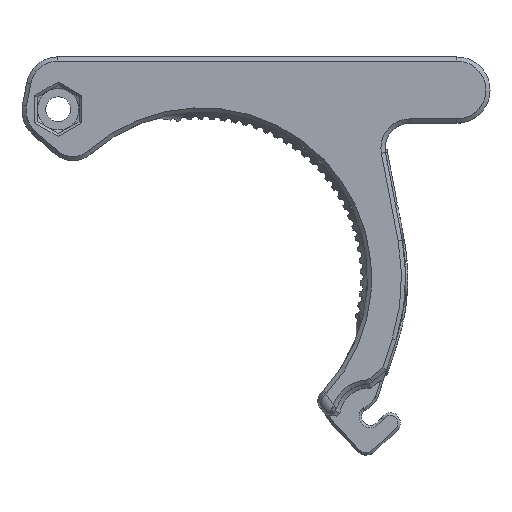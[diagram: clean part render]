
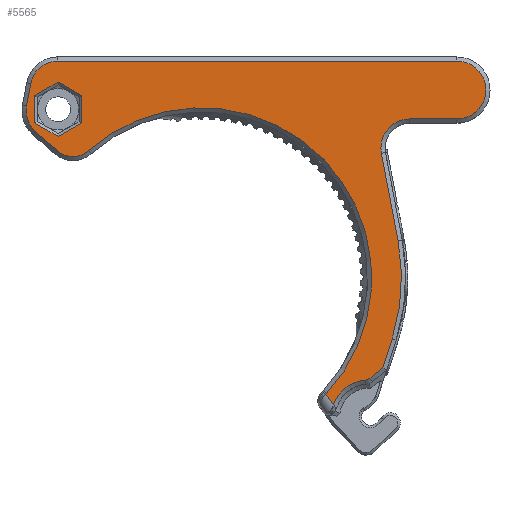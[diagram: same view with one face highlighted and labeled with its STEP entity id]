
A CAD part, top view. The second image highlights one B-rep face of the part: STEP entity #5565.
In plain terms, the highlighted planar face has unit normal (0, 0, 1).
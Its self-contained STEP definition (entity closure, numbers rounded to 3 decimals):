
#16=FACE_BOUND('',#1247,.T.);
#306=B_SPLINE_CURVE_WITH_KNOTS('',3,(#11234,#11235,#11236,#11237),
 .UNSPECIFIED.,.F.,.F.,(4,4),(-2.304,-2.285),
 .UNSPECIFIED.);
#580=CIRCLE('',#5933,41.12);
#581=CIRCLE('',#5934,9.);
#582=CIRCLE('',#5935,2.);
#583=CIRCLE('',#5936,48.3);
#584=CIRCLE('',#5937,7.);
#585=CIRCLE('',#5938,7.);
#586=CIRCLE('',#5939,6.65);
#587=CIRCLE('',#5940,6.65);
#588=CIRCLE('',#5941,5.689);
#909=FACE_OUTER_BOUND('',#1246,.T.);
#1246=EDGE_LOOP('',(#4316,#4317,#4318,#4319,#4320,#4321,#4322,#4323,#4324,
#4325,#4326,#4327,#4328,#4329,#4330,#4331,#4332,#4333));
#1247=EDGE_LOOP('',(#4334,#4335,#4336,#4337,#4338,#4339));
#1610=LINE('',#11239,#1984);
#1611=LINE('',#11245,#1985);
#1612=LINE('',#11247,#1986);
#1613=LINE('',#11251,#1987);
#1614=LINE('',#11255,#1988);
#1615=LINE('',#11259,#1989);
#1616=LINE('',#11263,#1990);
#1617=LINE('',#11267,#1991);
#1618=LINE('',#11271,#1992);
#1619=LINE('',#11273,#1993);
#1620=LINE('',#11275,#1994);
#1621=LINE('',#11277,#1995);
#1622=LINE('',#11279,#1996);
#1623=LINE('',#11280,#1997);
#1984=VECTOR('',#6711,3.);
#1985=VECTOR('',#6716,10.);
#1986=VECTOR('',#6717,10.);
#1987=VECTOR('',#6720,10.);
#1988=VECTOR('',#6723,10.);
#1989=VECTOR('',#6726,10.);
#1990=VECTOR('',#6729,10.);
#1991=VECTOR('',#6732,10.);
#1992=VECTOR('',#6735,10.);
#1993=VECTOR('',#6736,10.);
#1994=VECTOR('',#6737,10.);
#1995=VECTOR('',#6738,10.);
#1996=VECTOR('',#6739,10.);
#1997=VECTOR('',#6740,10.);
#2447=VERTEX_POINT('',#11230);
#2448=VERTEX_POINT('',#11231);
#2449=VERTEX_POINT('',#11233);
#2450=VERTEX_POINT('',#11238);
#2451=VERTEX_POINT('',#11240);
#2452=VERTEX_POINT('',#11242);
#2453=VERTEX_POINT('',#11244);
#2454=VERTEX_POINT('',#11246);
#2455=VERTEX_POINT('',#11248);
#2456=VERTEX_POINT('',#11250);
#2457=VERTEX_POINT('',#11252);
#2458=VERTEX_POINT('',#11254);
#2459=VERTEX_POINT('',#11256);
#2460=VERTEX_POINT('',#11258);
#2461=VERTEX_POINT('',#11260);
#2462=VERTEX_POINT('',#11262);
#2463=VERTEX_POINT('',#11264);
#2464=VERTEX_POINT('',#11266);
#2465=VERTEX_POINT('',#11269);
#2466=VERTEX_POINT('',#11270);
#2467=VERTEX_POINT('',#11272);
#2468=VERTEX_POINT('',#11274);
#2469=VERTEX_POINT('',#11276);
#2470=VERTEX_POINT('',#11278);
#3123=EDGE_CURVE('',#2447,#2448,#580,.T.);
#3124=EDGE_CURVE('',#2449,#2447,#306,.T.);
#3125=EDGE_CURVE('',#2449,#2450,#1610,.T.);
#3126=EDGE_CURVE('',#2451,#2450,#581,.T.);
#3127=EDGE_CURVE('',#2452,#2451,#582,.T.);
#3128=EDGE_CURVE('',#2453,#2452,#1611,.T.);
#3129=EDGE_CURVE('',#2454,#2453,#1612,.T.);
#3130=EDGE_CURVE('',#2455,#2454,#583,.T.);
#3131=EDGE_CURVE('',#2456,#2455,#1613,.T.);
#3132=EDGE_CURVE('',#2457,#2456,#584,.T.);
#3133=EDGE_CURVE('',#2458,#2457,#1614,.T.);
#3134=EDGE_CURVE('',#2459,#2458,#585,.T.);
#3135=EDGE_CURVE('',#2460,#2459,#1615,.T.);
#3136=EDGE_CURVE('',#2461,#2460,#586,.T.);
#3137=EDGE_CURVE('',#2462,#2461,#1616,.T.);
#3138=EDGE_CURVE('',#2463,#2462,#587,.T.);
#3139=EDGE_CURVE('',#2464,#2463,#1617,.T.);
#3140=EDGE_CURVE('',#2448,#2464,#588,.T.);
#3141=EDGE_CURVE('',#2465,#2466,#1618,.T.);
#3142=EDGE_CURVE('',#2467,#2465,#1619,.T.);
#3143=EDGE_CURVE('',#2468,#2467,#1620,.T.);
#3144=EDGE_CURVE('',#2469,#2468,#1621,.T.);
#3145=EDGE_CURVE('',#2470,#2469,#1622,.T.);
#3146=EDGE_CURVE('',#2466,#2470,#1623,.T.);
#4316=ORIENTED_EDGE('',*,*,#3123,.F.);
#4317=ORIENTED_EDGE('',*,*,#3124,.F.);
#4318=ORIENTED_EDGE('',*,*,#3125,.T.);
#4319=ORIENTED_EDGE('',*,*,#3126,.F.);
#4320=ORIENTED_EDGE('',*,*,#3127,.F.);
#4321=ORIENTED_EDGE('',*,*,#3128,.F.);
#4322=ORIENTED_EDGE('',*,*,#3129,.F.);
#4323=ORIENTED_EDGE('',*,*,#3130,.F.);
#4324=ORIENTED_EDGE('',*,*,#3131,.F.);
#4325=ORIENTED_EDGE('',*,*,#3132,.F.);
#4326=ORIENTED_EDGE('',*,*,#3133,.F.);
#4327=ORIENTED_EDGE('',*,*,#3134,.F.);
#4328=ORIENTED_EDGE('',*,*,#3135,.F.);
#4329=ORIENTED_EDGE('',*,*,#3136,.F.);
#4330=ORIENTED_EDGE('',*,*,#3137,.F.);
#4331=ORIENTED_EDGE('',*,*,#3138,.F.);
#4332=ORIENTED_EDGE('',*,*,#3139,.F.);
#4333=ORIENTED_EDGE('',*,*,#3140,.F.);
#4334=ORIENTED_EDGE('',*,*,#3141,.F.);
#4335=ORIENTED_EDGE('',*,*,#3142,.F.);
#4336=ORIENTED_EDGE('',*,*,#3143,.F.);
#4337=ORIENTED_EDGE('',*,*,#3144,.F.);
#4338=ORIENTED_EDGE('',*,*,#3145,.F.);
#4339=ORIENTED_EDGE('',*,*,#3146,.F.);
#5376=PLANE('',#5932);
#5565=ADVANCED_FACE('',(#909,#16),#5376,.T.);
#5932=AXIS2_PLACEMENT_3D('',#11229,#6707,#6708);
#5933=AXIS2_PLACEMENT_3D('',#11232,#6709,#6710);
#5934=AXIS2_PLACEMENT_3D('',#11241,#6712,#6713);
#5935=AXIS2_PLACEMENT_3D('',#11243,#6714,#6715);
#5936=AXIS2_PLACEMENT_3D('',#11249,#6718,#6719);
#5937=AXIS2_PLACEMENT_3D('',#11253,#6721,#6722);
#5938=AXIS2_PLACEMENT_3D('',#11257,#6724,#6725);
#5939=AXIS2_PLACEMENT_3D('',#11261,#6727,#6728);
#5940=AXIS2_PLACEMENT_3D('',#11265,#6730,#6731);
#5941=AXIS2_PLACEMENT_3D('',#11268,#6733,#6734);
#6707=DIRECTION('center_axis',(0.,0.,
1.));
#6708=DIRECTION('ref_axis',(0.762,0.648,0.));
#6709=DIRECTION('center_axis',(0.,0.,
1.));
#6710=DIRECTION('ref_axis',(0.494,0.869,0.));
#6711=DIRECTION('',(0.586,-0.81,0.));
#6712=DIRECTION('center_axis',(0.,0.,
1.));
#6713=DIRECTION('ref_axis',(-1.,0.,0.));
#6714=DIRECTION('center_axis',(0.,0.,
-1.));
#6715=DIRECTION('ref_axis',(0.373,-0.928,0.));
#6716=DIRECTION('',(-0.777,-0.63,0.));
#6717=DIRECTION('',(-0.305,-0.952,0.));
#6718=DIRECTION('center_axis',(0.,0.,
-1.));
#6719=DIRECTION('ref_axis',(1.,0.,0.));
#6720=DIRECTION('',(0.187,-0.982,0.));
#6721=DIRECTION('center_axis',(0.,0.,
1.));
#6722=DIRECTION('ref_axis',(-0.771,0.637,0.));
#6723=DIRECTION('',(-1.,0.,0.));
#6724=DIRECTION('center_axis',(0.,0.,
-1.));
#6725=DIRECTION('ref_axis',(0.,-1.,0.));
#6726=DIRECTION('',(1.,0.,0.));
#6727=DIRECTION('center_axis',(0.,0.,
-1.));
#6728=DIRECTION('ref_axis',(-0.638,0.77,0.));
#6729=DIRECTION('',(0.186,0.983,0.));
#6730=DIRECTION('center_axis',(0.,0.,
-1.));
#6731=DIRECTION('ref_axis',(-0.946,-0.325,0.));
#6732=DIRECTION('',(-0.75,0.661,0.));
#6733=DIRECTION('center_axis',(0.,0.,
-1.));
#6734=DIRECTION('ref_axis',(0.002,-1.,0.));
#6735=DIRECTION('',(0.866,0.5,0.));
#6736=DIRECTION('',(0.866,-0.5,0.));
#6737=DIRECTION('',(0.,-1.,0.));
#6738=DIRECTION('',(-0.866,-0.5,0.));
#6739=DIRECTION('',(-0.866,0.5,0.));
#6740=DIRECTION('',(0.,1.,0.));
#11229=CARTESIAN_POINT('Origin',(0.034,-0.04,
28.));
#11230=CARTESIAN_POINT('',(30.144,-27.967,28.));
#11231=CARTESIAN_POINT('',(-27.302,30.748,28.));
#11232=CARTESIAN_POINT('Origin',(0.,0.,
28.));
#11233=CARTESIAN_POINT('',(30.009,-28.113,28.));
#11234=CARTESIAN_POINT('Ctrl Pts',(30.009,-28.113,28.));
#11235=CARTESIAN_POINT('Ctrl Pts',(30.055,-28.064,28.));
#11236=CARTESIAN_POINT('Ctrl Pts',(30.1,-28.015,28.));
#11237=CARTESIAN_POINT('Ctrl Pts',(30.144,-27.967,28.));
#11238=CARTESIAN_POINT('',(31.854,-30.663,28.));
#11239=CARTESIAN_POINT('',(21.853,-16.842,28.));
#11240=CARTESIAN_POINT('',(39.603,-24.673,28.));
#11241=CARTESIAN_POINT('Origin',(40.346,-33.643,28.));
#11242=CARTESIAN_POINT('',(40.698,-24.233,28.));
#11243=CARTESIAN_POINT('Origin',(39.438,-22.68,28.));
#11244=CARTESIAN_POINT('',(43.814,-21.705,28.));
#11245=CARTESIAN_POINT('',(34.279,-29.442,28.));
#11246=CARTESIAN_POINT('',(46.035,-14.764,28.));
#11247=CARTESIAN_POINT('',(43.707,-22.039,28.));
#11248=CARTESIAN_POINT('',(47.478,9.012,28.));
#11249=CARTESIAN_POINT('Origin',(0.034,-0.04,
28.));
#11250=CARTESIAN_POINT('',(43.455,30.096,28.));
#11251=CARTESIAN_POINT('',(44.719,23.476,28.));
#11252=CARTESIAN_POINT('',(50.331,38.408,28.));
#11253=CARTESIAN_POINT('Origin',(50.331,31.408,28.));
#11254=CARTESIAN_POINT('',(61.696,38.408,28.));
#11255=CARTESIAN_POINT('',(30.865,38.408,28.));
#11256=CARTESIAN_POINT('',(61.696,52.408,28.));
#11257=CARTESIAN_POINT('Origin',(61.696,45.408,28.));
#11258=CARTESIAN_POINT('',(-34.721,52.408,28.));
#11259=CARTESIAN_POINT('',(18.865,52.408,28.));
#11260=CARTESIAN_POINT('',(-41.256,46.995,28.));
#11261=CARTESIAN_POINT('Origin',(-34.721,45.758,28.));
#11262=CARTESIAN_POINT('',(-42.272,41.622,28.));
#11263=CARTESIAN_POINT('',(-44.82,28.154,28.));
#11264=CARTESIAN_POINT('',(-40.133,35.395,28.));
#11265=CARTESIAN_POINT('Origin',(-35.738,40.386,28.));
#11266=CARTESIAN_POINT('',(-34.838,30.733,28.));
#11267=CARTESIAN_POINT('',(-19.82,17.507,28.));
#11268=CARTESIAN_POINT('Origin',(-31.079,35.002,28.));
#11269=CARTESIAN_POINT('',(-34.65,34.178,28.));
#11270=CARTESIAN_POINT('',(-28.95,37.468,28.));
#11271=CARTESIAN_POINT('',(-28.876,37.511,28.));
#11272=CARTESIAN_POINT('',(-40.35,37.469,28.));
#11273=CARTESIAN_POINT('',(-16.91,23.935,28.));
#11274=CARTESIAN_POINT('',(-40.349,44.051,28.));
#11275=CARTESIAN_POINT('',(-40.35,21.804,28.));
#11276=CARTESIAN_POINT('',(-34.649,47.341,28.));
#11277=CARTESIAN_POINT('',(-32.075,48.827,28.));
#11278=CARTESIAN_POINT('',(-28.949,44.05,28.));
#11279=CARTESIAN_POINT('',(-8.71,32.364,28.));
#11280=CARTESIAN_POINT('',(-28.95,18.917,28.));
